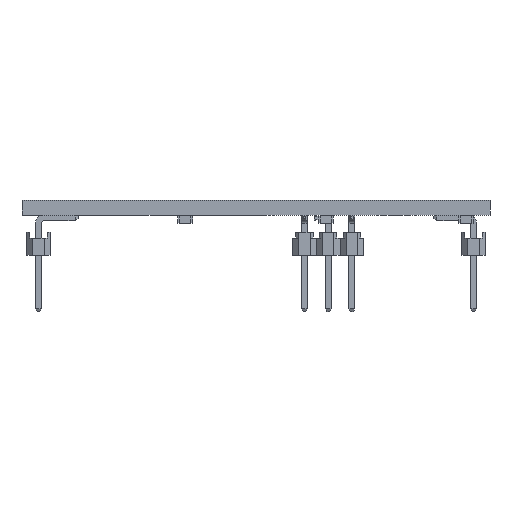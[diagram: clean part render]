
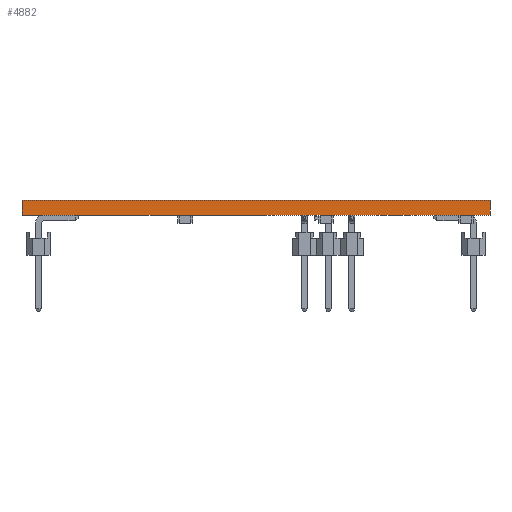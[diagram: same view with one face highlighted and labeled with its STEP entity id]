
A CAD part, left-side view. The second image highlights one B-rep face of the part: STEP entity #4882.
In plain terms, the highlighted planar face has unit normal (-1, 0, 0).
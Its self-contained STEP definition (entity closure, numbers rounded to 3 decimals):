
#4701 = PLANE('',#4702);
#4702 = AXIS2_PLACEMENT_3D('',#4703,#4704,#4705);
#4703 = CARTESIAN_POINT('',(120.25,-87.5,0.));
#4704 = DIRECTION('',(0.,-1.,0.));
#4705 = DIRECTION('',(-1.,0.,0.));
#4726 = VERTEX_POINT('',#4727);
#4727 = CARTESIAN_POINT('',(70.25,-87.5,1.6));
#4741 = PLANE('',#4742);
#4742 = AXIS2_PLACEMENT_3D('',#4743,#4744,#4745);
#4743 = CARTESIAN_POINT('',(95.25,-112.5,1.6));
#4744 = DIRECTION('',(0.,0.,1.));
#4745 = DIRECTION('',(1.,0.,-0.));
#4753 = EDGE_CURVE('',#4754,#4726,#4756,.T.);
#4754 = VERTEX_POINT('',#4755);
#4755 = CARTESIAN_POINT('',(70.25,-87.5,0.));
#4756 = SURFACE_CURVE('',#4757,(#4761,#4768),.PCURVE_S1.);
#4757 = LINE('',#4758,#4759);
#4758 = CARTESIAN_POINT('',(70.25,-87.5,0.));
#4759 = VECTOR('',#4760,1.);
#4760 = DIRECTION('',(0.,0.,1.));
#4761 = PCURVE('',#4701,#4762);
#4762 = DEFINITIONAL_REPRESENTATION('',(#4763),#4767);
#4763 = LINE('',#4764,#4765);
#4764 = CARTESIAN_POINT('',(50.,0.));
#4765 = VECTOR('',#4766,1.);
#4766 = DIRECTION('',(0.,-1.));
#4767 = ( GEOMETRIC_REPRESENTATION_CONTEXT(2) 
PARAMETRIC_REPRESENTATION_CONTEXT() REPRESENTATION_CONTEXT('2D SPACE',''
  ) );
#4768 = PCURVE('',#4769,#4774);
#4769 = PLANE('',#4770);
#4770 = AXIS2_PLACEMENT_3D('',#4771,#4772,#4773);
#4771 = CARTESIAN_POINT('',(70.25,-87.5,0.));
#4772 = DIRECTION('',(1.,0.,-0.));
#4773 = DIRECTION('',(0.,-1.,0.));
#4774 = DEFINITIONAL_REPRESENTATION('',(#4775),#4779);
#4775 = LINE('',#4776,#4777);
#4776 = CARTESIAN_POINT('',(0.,0.));
#4777 = VECTOR('',#4778,1.);
#4778 = DIRECTION('',(0.,-1.));
#4779 = ( GEOMETRIC_REPRESENTATION_CONTEXT(2) 
PARAMETRIC_REPRESENTATION_CONTEXT() REPRESENTATION_CONTEXT('2D SPACE',''
  ) );
#4795 = PLANE('',#4796);
#4796 = AXIS2_PLACEMENT_3D('',#4797,#4798,#4799);
#4797 = CARTESIAN_POINT('',(95.25,-112.5,0.));
#4798 = DIRECTION('',(0.,0.,1.));
#4799 = DIRECTION('',(1.,0.,-0.));
#4828 = PLANE('',#4829);
#4829 = AXIS2_PLACEMENT_3D('',#4830,#4831,#4832);
#4830 = CARTESIAN_POINT('',(70.25,-137.5,0.));
#4831 = DIRECTION('',(0.,1.,0.));
#4832 = DIRECTION('',(1.,0.,0.));
#4882 = ADVANCED_FACE('',(#4883),#4769,.F.);
#4883 = FACE_BOUND('',#4884,.F.);
#4884 = EDGE_LOOP('',(#4885,#4886,#4909,#4932));
#4885 = ORIENTED_EDGE('',*,*,#4753,.T.);
#4886 = ORIENTED_EDGE('',*,*,#4887,.T.);
#4887 = EDGE_CURVE('',#4726,#4888,#4890,.T.);
#4888 = VERTEX_POINT('',#4889);
#4889 = CARTESIAN_POINT('',(70.25,-137.5,1.6));
#4890 = SURFACE_CURVE('',#4891,(#4895,#4902),.PCURVE_S1.);
#4891 = LINE('',#4892,#4893);
#4892 = CARTESIAN_POINT('',(70.25,-87.5,1.6));
#4893 = VECTOR('',#4894,1.);
#4894 = DIRECTION('',(0.,-1.,0.));
#4895 = PCURVE('',#4769,#4896);
#4896 = DEFINITIONAL_REPRESENTATION('',(#4897),#4901);
#4897 = LINE('',#4898,#4899);
#4898 = CARTESIAN_POINT('',(0.,-1.6));
#4899 = VECTOR('',#4900,1.);
#4900 = DIRECTION('',(1.,0.));
#4901 = ( GEOMETRIC_REPRESENTATION_CONTEXT(2) 
PARAMETRIC_REPRESENTATION_CONTEXT() REPRESENTATION_CONTEXT('2D SPACE',''
  ) );
#4902 = PCURVE('',#4741,#4903);
#4903 = DEFINITIONAL_REPRESENTATION('',(#4904),#4908);
#4904 = LINE('',#4905,#4906);
#4905 = CARTESIAN_POINT('',(-25.,25.));
#4906 = VECTOR('',#4907,1.);
#4907 = DIRECTION('',(0.,-1.));
#4908 = ( GEOMETRIC_REPRESENTATION_CONTEXT(2) 
PARAMETRIC_REPRESENTATION_CONTEXT() REPRESENTATION_CONTEXT('2D SPACE',''
  ) );
#4909 = ORIENTED_EDGE('',*,*,#4910,.F.);
#4910 = EDGE_CURVE('',#4911,#4888,#4913,.T.);
#4911 = VERTEX_POINT('',#4912);
#4912 = CARTESIAN_POINT('',(70.25,-137.5,0.));
#4913 = SURFACE_CURVE('',#4914,(#4918,#4925),.PCURVE_S1.);
#4914 = LINE('',#4915,#4916);
#4915 = CARTESIAN_POINT('',(70.25,-137.5,0.));
#4916 = VECTOR('',#4917,1.);
#4917 = DIRECTION('',(0.,0.,1.));
#4918 = PCURVE('',#4769,#4919);
#4919 = DEFINITIONAL_REPRESENTATION('',(#4920),#4924);
#4920 = LINE('',#4921,#4922);
#4921 = CARTESIAN_POINT('',(50.,0.));
#4922 = VECTOR('',#4923,1.);
#4923 = DIRECTION('',(0.,-1.));
#4924 = ( GEOMETRIC_REPRESENTATION_CONTEXT(2) 
PARAMETRIC_REPRESENTATION_CONTEXT() REPRESENTATION_CONTEXT('2D SPACE',''
  ) );
#4925 = PCURVE('',#4828,#4926);
#4926 = DEFINITIONAL_REPRESENTATION('',(#4927),#4931);
#4927 = LINE('',#4928,#4929);
#4928 = CARTESIAN_POINT('',(0.,0.));
#4929 = VECTOR('',#4930,1.);
#4930 = DIRECTION('',(0.,-1.));
#4931 = ( GEOMETRIC_REPRESENTATION_CONTEXT(2) 
PARAMETRIC_REPRESENTATION_CONTEXT() REPRESENTATION_CONTEXT('2D SPACE',''
  ) );
#4932 = ORIENTED_EDGE('',*,*,#4933,.F.);
#4933 = EDGE_CURVE('',#4754,#4911,#4934,.T.);
#4934 = SURFACE_CURVE('',#4935,(#4939,#4946),.PCURVE_S1.);
#4935 = LINE('',#4936,#4937);
#4936 = CARTESIAN_POINT('',(70.25,-87.5,0.));
#4937 = VECTOR('',#4938,1.);
#4938 = DIRECTION('',(0.,-1.,0.));
#4939 = PCURVE('',#4769,#4940);
#4940 = DEFINITIONAL_REPRESENTATION('',(#4941),#4945);
#4941 = LINE('',#4942,#4943);
#4942 = CARTESIAN_POINT('',(0.,0.));
#4943 = VECTOR('',#4944,1.);
#4944 = DIRECTION('',(1.,0.));
#4945 = ( GEOMETRIC_REPRESENTATION_CONTEXT(2) 
PARAMETRIC_REPRESENTATION_CONTEXT() REPRESENTATION_CONTEXT('2D SPACE',''
  ) );
#4946 = PCURVE('',#4795,#4947);
#4947 = DEFINITIONAL_REPRESENTATION('',(#4948),#4952);
#4948 = LINE('',#4949,#4950);
#4949 = CARTESIAN_POINT('',(-25.,25.));
#4950 = VECTOR('',#4951,1.);
#4951 = DIRECTION('',(0.,-1.));
#4952 = ( GEOMETRIC_REPRESENTATION_CONTEXT(2) 
PARAMETRIC_REPRESENTATION_CONTEXT() REPRESENTATION_CONTEXT('2D SPACE',''
  ) );
